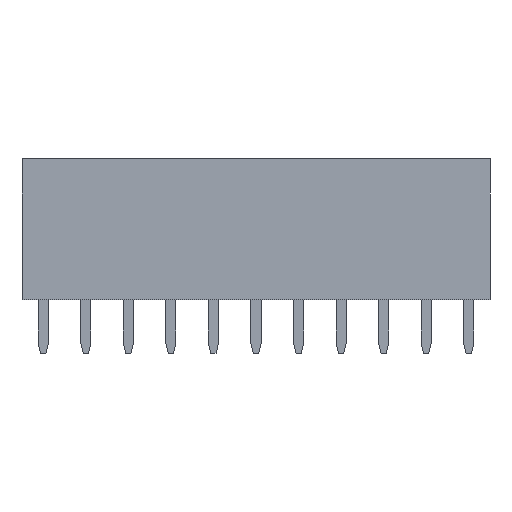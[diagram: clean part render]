
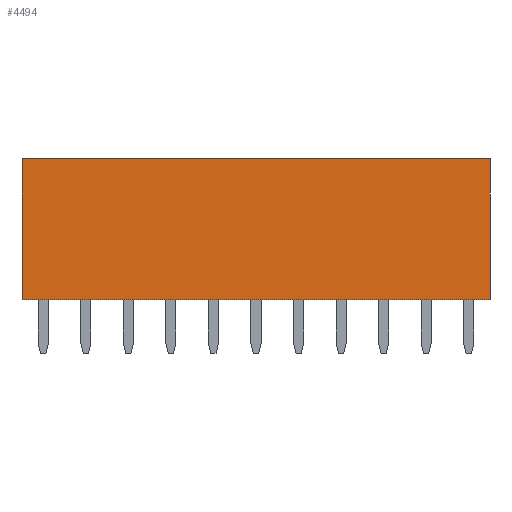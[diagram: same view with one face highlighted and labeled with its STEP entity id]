
A CAD part, top view. The second image highlights one B-rep face of the part: STEP entity #4494.
In plain terms, the highlighted planar face has unit normal (0, 0, 1).
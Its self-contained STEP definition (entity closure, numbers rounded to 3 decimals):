
#430=CARTESIAN_POINT('',(26.67,8.4,1.27));
#431=VERTEX_POINT('',#430);
#438=CARTESIAN_POINT('',(26.67,0.0,1.27));
#439=VERTEX_POINT('',#438);
#440=CARTESIAN_POINT('',(26.67,0.0,1.27));
#441=DIRECTION('',(0.0,1.0,0.0));
#442=VECTOR('',#441,8.4);
#443=LINE('',#440,#442);
#444=EDGE_CURVE('',#439,#431,#443,.T.);
#4004=CARTESIAN_POINT('',(-1.27,8.4,1.27));
#4005=VERTEX_POINT('',#4004);
#4006=CARTESIAN_POINT('',(26.67,8.4,1.27));
#4007=DIRECTION('',(-1.0,0.0,0.0));
#4008=VECTOR('',#4007,27.94);
#4009=LINE('',#4006,#4008);
#4010=EDGE_CURVE('',#431,#4005,#4009,.T.);
#4408=CARTESIAN_POINT('',(-1.27,0.0,1.27));
#4409=VERTEX_POINT('',#4408);
#4410=CARTESIAN_POINT('',(-1.27,0.0,1.27));
#4411=DIRECTION('',(1.0,0.0,0.0));
#4412=VECTOR('',#4411,27.94);
#4413=LINE('',#4410,#4412);
#4414=EDGE_CURVE('',#4409,#439,#4413,.T.);
#4478=CARTESIAN_POINT('',(1.27,0.0,1.27));
#4479=DIRECTION('',(0.0,0.0,1.0));
#4480=DIRECTION('',(1.0,0.0,0.0));
#4481=AXIS2_PLACEMENT_3D('',#4478,#4479,#4480);
#4482=PLANE('',#4481);
#4483=ORIENTED_EDGE('',*,*,#4010,.T.);
#4484=CARTESIAN_POINT('',(-1.27,0.0,1.27));
#4485=DIRECTION('',(0.0,1.0,0.0));
#4486=VECTOR('',#4485,8.4);
#4487=LINE('',#4484,#4486);
#4488=EDGE_CURVE('',#4409,#4005,#4487,.T.);
#4489=ORIENTED_EDGE('',*,*,#4488,.F.);
#4490=ORIENTED_EDGE('',*,*,#4414,.T.);
#4491=ORIENTED_EDGE('',*,*,#444,.T.);
#4492=EDGE_LOOP('',(#4483,#4489,#4490,#4491));
#4493=FACE_OUTER_BOUND('',#4492,.T.);
#4494=ADVANCED_FACE('',(#4493),#4482,.T.);
